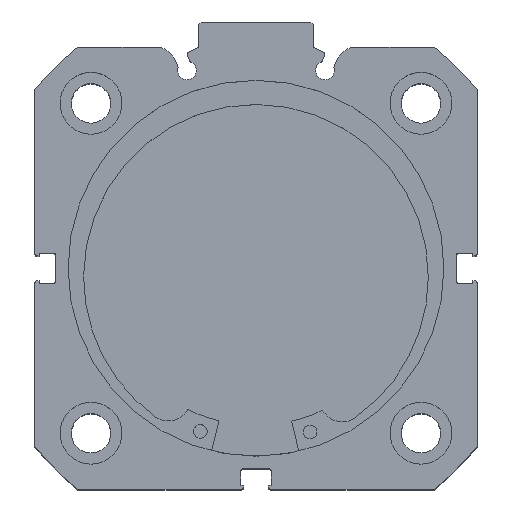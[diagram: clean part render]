
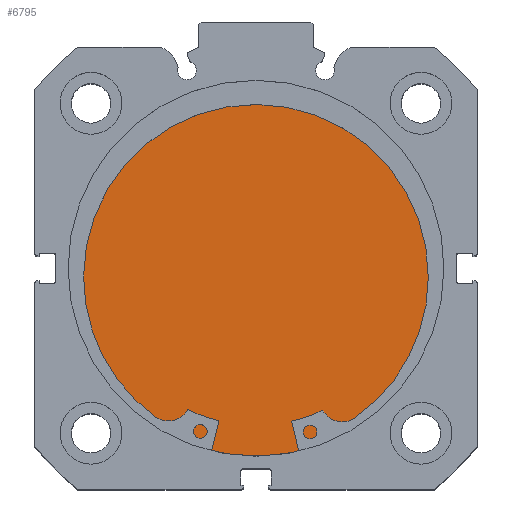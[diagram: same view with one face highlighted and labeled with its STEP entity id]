
A CAD part, top view. The second image highlights one B-rep face of the part: STEP entity #6795.
In plain terms, the highlighted face is planar.
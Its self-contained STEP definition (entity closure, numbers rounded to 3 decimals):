
#1328 = AXIS2_PLACEMENT_3D ( 'NONE', #3856, #3859, #3860 ) ;
#1358 = AXIS2_PLACEMENT_3D ( 'NONE', #4003, #4009, #4010 ) ;
#1362 = AXIS2_PLACEMENT_3D ( 'NONE', #4022, #4029, #4030 ) ;
#1997 = CARTESIAN_POINT ( 'NONE',  ( 12., 0., 41. ) ) ;
#2004 = CARTESIAN_POINT ( 'NONE',  ( 12., 0., -41. ) ) ;
#3283 = FACE_OUTER_BOUND ( 'NONE', #4668, .T. ) ;
#3367 = CIRCLE ( 'NONE', #1358, 41. ) ;
#3376 = CIRCLE ( 'NONE', #1362, 41. ) ;
#3856 = CARTESIAN_POINT ( 'NONE',  ( 12., 41., 0. ) ) ;
#3857 = PLANE ( 'NONE',  #1328 ) ;
#3859 = DIRECTION ( 'NONE',  ( -1., 0., 0. ) ) ;
#3860 = DIRECTION ( 'NONE',  ( 0., 0., 1. ) ) ;
#4003 = CARTESIAN_POINT ( 'NONE',  ( 12., 0., 0. ) ) ;
#4009 = DIRECTION ( 'NONE',  ( -1., 0., 0. ) ) ;
#4010 = DIRECTION ( 'NONE',  ( 0., 0., 1. ) ) ;
#4022 = CARTESIAN_POINT ( 'NONE',  ( 12., 0., 0. ) ) ;
#4029 = DIRECTION ( 'NONE',  ( -1., 0., 0. ) ) ;
#4030 = DIRECTION ( 'NONE',  ( 0., 0., 1. ) ) ;
#4668 = EDGE_LOOP ( 'NONE', ( #5298, #5300 ) ) ;
#5298 = ORIENTED_EDGE ( 'NONE', *, *, #6902, .F. ) ;
#5300 = ORIENTED_EDGE ( 'NONE', *, *, #6909, .F. ) ;
#6202 = VERTEX_POINT ( 'NONE', #1997 ) ;
#6209 = VERTEX_POINT ( 'NONE', #2004 ) ;
#6795 = ADVANCED_FACE ( 'NONE', ( #3283 ), #3857, .F. ) ;
#6902 = EDGE_CURVE ( 'NONE', #6202, #6209, #3367, .T. ) ;
#6909 = EDGE_CURVE ( 'NONE', #6209, #6202, #3376, .T. ) ;
